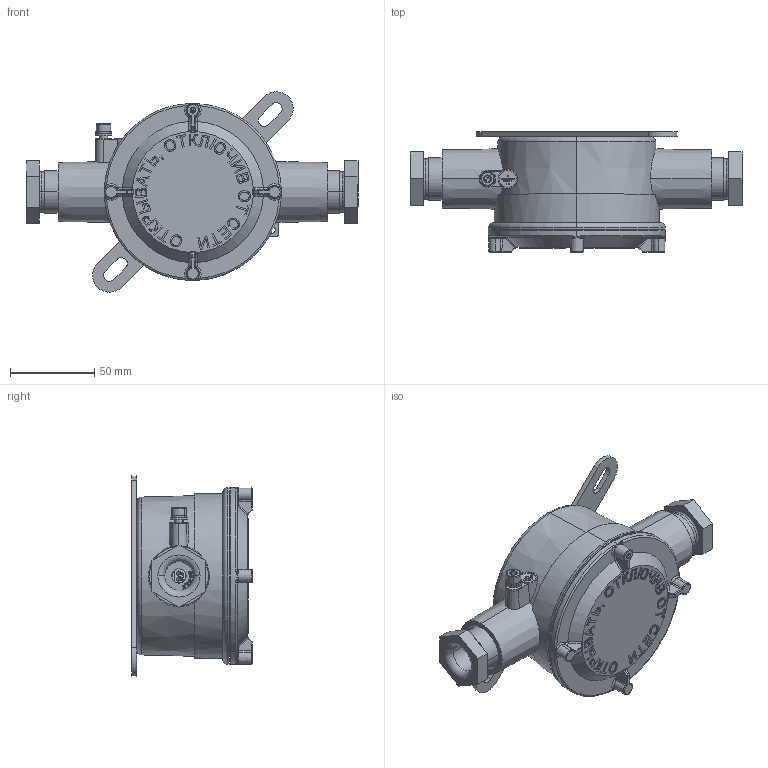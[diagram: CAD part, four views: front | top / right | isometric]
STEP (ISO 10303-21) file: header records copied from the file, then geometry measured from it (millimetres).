
FILE_DESCRIPTION (( 'STEP AP214' ), '1' );
FILE_NAME ('ÂÐÊ-21-24-1-d.STEP', '2023-05-11T07:25:55', ( '' ), ( '' ), 'SwSTEP 2.0', 'SolidWorks 2020', '' );
FILE_SCHEMA (( 'AUTOMOTIVE_DESIGN' ));
Length unit declared in the file: millimetre
Products named in the file (19): 覆佤膰豵鵨_02; ﾂﾐﾊ-21-24-1-d; 滦蔩牮赅_01; 鸯噻赅 秩酪忍-221F (矣 0254-030-12435252-04); 覆佤膰斀錼膷_01; 妈眚 󊅙2 DIN 913; 妈眚 󉱮5 DIN 965; 覆佤鸆殧趌04; Âèíò Ì5x12 DIN 912; 覆佤膴鍙欙樥燲01; 抔樦憵_WAGO_862_1504; 妈眚 󊙅2 DIN 965; 覆佤鸆殧趌01; 覆佤瞁鍱_01; 滦蔩箫腩蝽栩咫黖01_ぎ 酄徕铴キ; ﾘ琺矜 ﾌ5 DIN 125; 覆佤黟錪膻獥04; ﾘ琺矜 ﾌ5 DIN 127
Assembly tree (29 placements, depth 3):
  ﾂﾐﾊ-21-24-1-d
    滦蔩牮赅_01
    滦蔩箫腩蝽栩咫黖01_ぎ 酄徕铴キ
    覆佤膰豵鵨_02
    抔樦憵_WAGO_862_1504
    覆佤膴鍙欙樥燲01
    ﾘ琺矜 ﾌ5 DIN 125  x4
    ﾘ琺矜 ﾌ5 DIN 127  x2
    Âèíò Ì5x12 DIN 912  x2
    妈眚 󉱮5 DIN 965  x3
    妈眚 󊙅2 DIN 965  x2
    妈眚 󊅙2 DIN 913
    覆佤膰斀錼膷_01
      覆佤鸆殧趌01
      覆佤鸆殧趌04
      覆佤黟錪膻獥04
    覆佤膰斀錼膷_01
      覆佤鸆殧趌01
      覆佤鸆殧趌04
      覆佤黟錪膻獥04
    覆佤瞁鍱_01  x2
  鸯噻赅 秩酪忍-221F (矣 0254-030-12435252-04)
Bounding box: 197 x 71.5 x 118.92 mm (x, y, z)
Volume: 266477.1 mm3; surface area: 138568.6 mm2
Topology: 27 solids, 27 shells, 2110 faces, 5485 edges, 3516 vertices
Faces by surface type: plane 1069, cylinder 425, bspline 353, cone 163, torus 82, sphere 18
Entity records: 87679 total; most frequent: CARTESIAN_POINT 43307, ORIENTED_EDGE 9386, DIRECTION 7866, EDGE_CURVE 4693, VERTEX_POINT 3043, LINE 2924, VECTOR 2924, AXIS2_PLACEMENT_3D 2471
